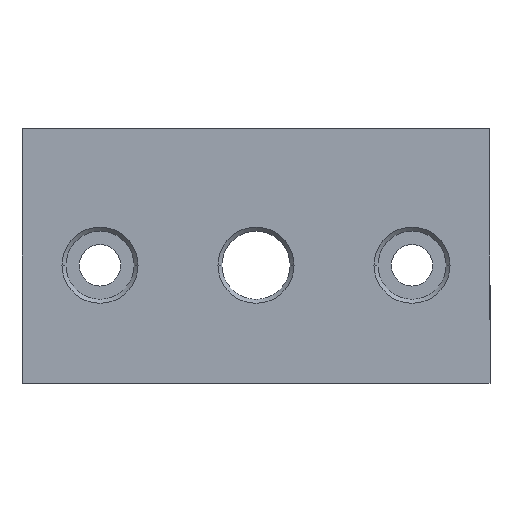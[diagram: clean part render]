
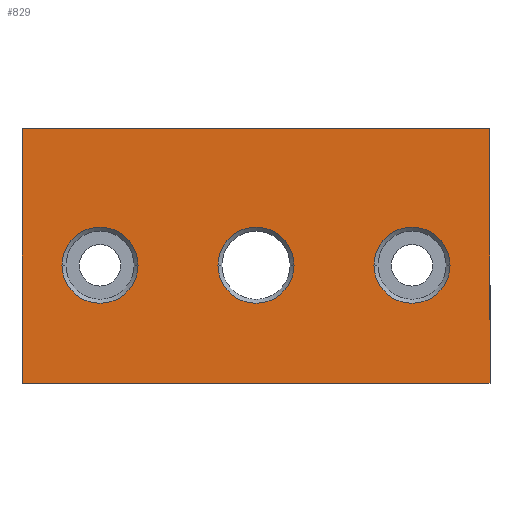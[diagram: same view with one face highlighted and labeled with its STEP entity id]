
A CAD part, top view. The second image highlights one B-rep face of the part: STEP entity #829.
In plain terms, the highlighted planar face has unit normal (0, 0, 1).
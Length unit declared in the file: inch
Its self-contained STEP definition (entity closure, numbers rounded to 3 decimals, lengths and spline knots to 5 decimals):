
#1 = ORIENTED_EDGE ( 'NONE', *, *, #62, .F. ) ;
#17 = CARTESIAN_POINT ( 'NONE',  ( -0.24375, 0., 0.2815 ) ) ;
#18 = VERTEX_POINT ( 'NONE', #844 ) ;
#29 = DIRECTION ( 'NONE',  ( 1., 0., 0. ) ) ;
#31 = VERTEX_POINT ( 'NONE', #82 ) ;
#33 = CARTESIAN_POINT ( 'NONE',  ( -1., 0., 0.2815 ) ) ;
#40 = EDGE_LOOP ( 'NONE', ( #899, #497 ) ) ;
#51 = DIRECTION ( 'NONE',  ( 0., 0., -1. ) ) ;
#59 = CARTESIAN_POINT ( 'NONE',  ( 0., 0., 0.2815 ) ) ;
#62 = EDGE_CURVE ( 'NONE', #556, #340, #902, .T. ) ;
#63 = CIRCLE ( 'NONE', #189, 0.24375 ) ;
#64 = VERTEX_POINT ( 'NONE', #17 ) ;
#82 = CARTESIAN_POINT ( 'NONE',  ( -1.5, -0.75693, 0.2815 ) ) ;
#108 = CARTESIAN_POINT ( 'NONE',  ( -1.5, 0.875, 0.2815 ) ) ;
#112 = VERTEX_POINT ( 'NONE', #161 ) ;
#121 = AXIS2_PLACEMENT_3D ( 'NONE', #424, #703, #630 ) ;
#127 = DIRECTION ( 'NONE',  ( -1., 0., 0. ) ) ;
#130 = CARTESIAN_POINT ( 'NONE',  ( 1.5, 0.875, 0.2815 ) ) ;
#161 = CARTESIAN_POINT ( 'NONE',  ( 1.5, 0.875, 0.2815 ) ) ;
#172 = LINE ( 'NONE', #108, #827 ) ;
#189 = AXIS2_PLACEMENT_3D ( 'NONE', #33, #322, #29 ) ;
#193 = CARTESIAN_POINT ( 'NONE',  ( -1.24375, 0., 0.2815 ) ) ;
#206 = CIRCLE ( 'NONE', #566, 0.24375 ) ;
#212 = CARTESIAN_POINT ( 'NONE',  ( -1.5, 0.875, 0.2815 ) ) ;
#219 = CARTESIAN_POINT ( 'NONE',  ( 1., 0., 0.2815 ) ) ;
#224 = AXIS2_PLACEMENT_3D ( 'NONE', #384, #394, #749 ) ;
#227 = VECTOR ( 'NONE', #763, 39.37008 ) ;
#232 = EDGE_CURVE ( 'NONE', #340, #556, #356, .T. ) ;
#252 = EDGE_CURVE ( 'NONE', #112, #410, #889, .T. ) ;
#255 = CARTESIAN_POINT ( 'NONE',  ( 1.5, 0.875, 0.2815 ) ) ;
#263 = FACE_BOUND ( 'NONE', #40, .T. ) ;
#279 = FACE_OUTER_BOUND ( 'NONE', #872, .T. ) ;
#282 = VERTEX_POINT ( 'NONE', #807 ) ;
#284 = EDGE_CURVE ( 'NONE', #410, #31, #172, .T. ) ;
#287 = CIRCLE ( 'NONE', #771, 0.24375 ) ;
#288 = ORIENTED_EDGE ( 'NONE', *, *, #232, .F. ) ;
#308 = EDGE_CURVE ( 'NONE', #324, #64, #206, .T. ) ;
#312 = EDGE_LOOP ( 'NONE', ( #288, #1 ) ) ;
#322 = DIRECTION ( 'NONE',  ( 0., 0., 1. ) ) ;
#324 = VERTEX_POINT ( 'NONE', #898 ) ;
#335 = FACE_BOUND ( 'NONE', #312, .T. ) ;
#340 = VERTEX_POINT ( 'NONE', #760 ) ;
#356 = CIRCLE ( 'NONE', #224, 0.24375 ) ;
#384 = CARTESIAN_POINT ( 'NONE',  ( 1., 0., 0.2815 ) ) ;
#391 = DIRECTION ( 'NONE',  ( 0., -1., 0. ) ) ;
#394 = DIRECTION ( 'NONE',  ( 0., 0., 1. ) ) ;
#410 = VERTEX_POINT ( 'NONE', #212 ) ;
#424 = CARTESIAN_POINT ( 'NONE',  ( -1., 0., 0.2815 ) ) ;
#451 = DIRECTION ( 'NONE',  ( 0., 0., 1. ) ) ;
#497 = ORIENTED_EDGE ( 'NONE', *, *, #859, .F. ) ;
#522 = AXIS2_PLACEMENT_3D ( 'NONE', #831, #51, #127 ) ;
#523 = ORIENTED_EDGE ( 'NONE', *, *, #706, .F. ) ;
#526 = ORIENTED_EDGE ( 'NONE', *, *, #252, .T. ) ;
#533 = AXIS2_PLACEMENT_3D ( 'NONE', #219, #451, #647 ) ;
#534 = ORIENTED_EDGE ( 'NONE', *, *, #815, .T. ) ;
#540 = ORIENTED_EDGE ( 'NONE', *, *, #723, .T. ) ;
#547 = DIRECTION ( 'NONE',  ( 1., 0., 0. ) ) ;
#556 = VERTEX_POINT ( 'NONE', #588 ) ;
#563 = PLANE ( 'NONE',  #522 ) ;
#566 = AXIS2_PLACEMENT_3D ( 'NONE', #842, #836, #754 ) ;
#587 = EDGE_CURVE ( 'NONE', #18, #705, #63, .T. ) ;
#588 = CARTESIAN_POINT ( 'NONE',  ( 0.75625, 0., 0.2815 ) ) ;
#612 = DIRECTION ( 'NONE',  ( -1., 0., 0. ) ) ;
#630 = DIRECTION ( 'NONE',  ( 1., 0., 0. ) ) ;
#636 = VECTOR ( 'NONE', #612, 39.37008 ) ;
#641 = VECTOR ( 'NONE', #820, 39.37008 ) ;
#647 = DIRECTION ( 'NONE',  ( 1., 0., 0. ) ) ;
#684 = CARTESIAN_POINT ( 'NONE',  ( 0., -0.75693, 0.2815 ) ) ;
#693 = FACE_BOUND ( 'NONE', #743, .T. ) ;
#699 = DIRECTION ( 'NONE',  ( 0., 0., 1. ) ) ;
#703 = DIRECTION ( 'NONE',  ( 0., 0., 1. ) ) ;
#705 = VERTEX_POINT ( 'NONE', #193 ) ;
#706 = EDGE_CURVE ( 'NONE', #705, #18, #787, .T. ) ;
#723 = EDGE_CURVE ( 'NONE', #282, #112, #824, .T. ) ;
#743 = EDGE_LOOP ( 'NONE', ( #805, #523 ) ) ;
#749 = DIRECTION ( 'NONE',  ( 1., 0., 0. ) ) ;
#754 = DIRECTION ( 'NONE',  ( 1., 0., 0. ) ) ;
#760 = CARTESIAN_POINT ( 'NONE',  ( 1.24375, 0., 0.2815 ) ) ;
#763 = DIRECTION ( 'NONE',  ( 1., 0., 0. ) ) ;
#771 = AXIS2_PLACEMENT_3D ( 'NONE', #59, #699, #547 ) ;
#787 = CIRCLE ( 'NONE', #121, 0.24375 ) ;
#805 = ORIENTED_EDGE ( 'NONE', *, *, #587, .F. ) ;
#807 = CARTESIAN_POINT ( 'NONE',  ( 1.5, -0.75693, 0.2815 ) ) ;
#815 = EDGE_CURVE ( 'NONE', #31, #282, #896, .T. ) ;
#820 = DIRECTION ( 'NONE',  ( 0., 1., 0. ) ) ;
#824 = LINE ( 'NONE', #130, #641 ) ;
#827 = VECTOR ( 'NONE', #391, 39.37008 ) ;
#829 = ADVANCED_FACE ( 'NONE', ( #263, #693, #335, #279 ), #563, .F. ) ;
#831 = CARTESIAN_POINT ( 'NONE',  ( 0., 0., 0.2815 ) ) ;
#836 = DIRECTION ( 'NONE',  ( 0., 0., 1. ) ) ;
#842 = CARTESIAN_POINT ( 'NONE',  ( 0., 0., 0.2815 ) ) ;
#844 = CARTESIAN_POINT ( 'NONE',  ( -0.75625, 0., 0.2815 ) ) ;
#859 = EDGE_CURVE ( 'NONE', #64, #324, #287, .T. ) ;
#872 = EDGE_LOOP ( 'NONE', ( #903, #534, #540, #526 ) ) ;
#889 = LINE ( 'NONE', #255, #636 ) ;
#896 = LINE ( 'NONE', #684, #227 ) ;
#898 = CARTESIAN_POINT ( 'NONE',  ( 0.24375, 0., 0.2815 ) ) ;
#899 = ORIENTED_EDGE ( 'NONE', *, *, #308, .F. ) ;
#902 = CIRCLE ( 'NONE', #533, 0.24375 ) ;
#903 = ORIENTED_EDGE ( 'NONE', *, *, #284, .T. ) ;
